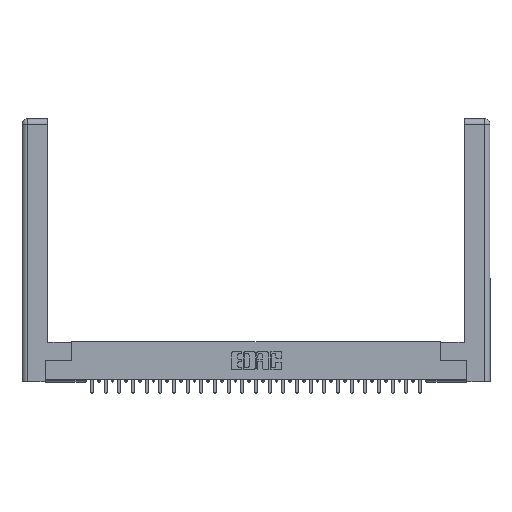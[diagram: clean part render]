
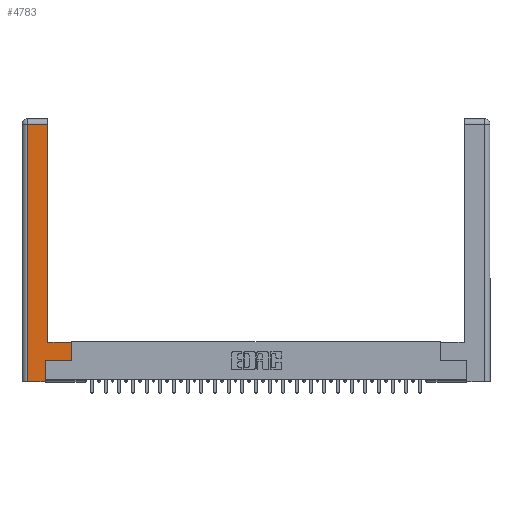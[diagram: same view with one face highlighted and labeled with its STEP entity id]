
A CAD part, top view. The second image highlights one B-rep face of the part: STEP entity #4783.
In plain terms, the highlighted planar face has unit normal (0, 0, 1).
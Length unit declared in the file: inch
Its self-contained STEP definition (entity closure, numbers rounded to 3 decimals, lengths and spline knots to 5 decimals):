
#1001 = LINE ( 'NONE', #25169, #24874 ) ;
#1790 = CARTESIAN_POINT ( 'NONE',  ( 0.565, 0.245, 0. ) ) ;
#1927 = VERTEX_POINT ( 'NONE', #15163 ) ;
#2398 = ORIENTED_EDGE ( 'NONE', *, *, #19198, .T. ) ;
#2826 = LINE ( 'NONE', #2950, #23633 ) ;
#2950 = CARTESIAN_POINT ( 'NONE',  ( 0.565, 0.245, 0. ) ) ;
#3179 = VERTEX_POINT ( 'NONE', #14180 ) ;
#3646 = ORIENTED_EDGE ( 'NONE', *, *, #7649, .T. ) ;
#3983 = EDGE_CURVE ( 'NONE', #25223, #8712, #1001, .T. ) ;
#4161 = VECTOR ( 'NONE', #16966, 39.37008 ) ;
#4492 = VECTOR ( 'NONE', #24474, 39.37008 ) ;
#4783 = ADVANCED_FACE ( 'NONE', ( #5320 ), #16125, .F. ) ;
#5320 = FACE_OUTER_BOUND ( 'NONE', #26167, .T. ) ;
#5430 = CARTESIAN_POINT ( 'NONE',  ( 0.295, 0.45, 0. ) ) ;
#6059 = CARTESIAN_POINT ( 'NONE',  ( 0.295, 0.45, 0. ) ) ;
#6559 = CARTESIAN_POINT ( 'NONE',  ( 0.0615, 2.94, 0. ) ) ;
#6573 = LINE ( 'NONE', #17918, #4492 ) ;
#7616 = ORIENTED_EDGE ( 'NONE', *, *, #21753, .T. ) ;
#7649 = EDGE_CURVE ( 'NONE', #15183, #3179, #6573, .T. ) ;
#8203 = EDGE_CURVE ( 'NONE', #1927, #19105, #2826, .T. ) ;
#8215 = LINE ( 'NONE', #25538, #9489 ) ;
#8313 = LINE ( 'NONE', #21664, #4161 ) ;
#8712 = VERTEX_POINT ( 'NONE', #12140 ) ;
#9489 = VECTOR ( 'NONE', #23548, 39.37008 ) ;
#9886 = EDGE_CURVE ( 'NONE', #19197, #15183, #20980, .T. ) ;
#10482 = DIRECTION ( 'NONE',  ( 0., -1., 0. ) ) ;
#11074 = ORIENTED_EDGE ( 'NONE', *, *, #9886, .T. ) ;
#11851 = CARTESIAN_POINT ( 'NONE',  ( 0., 0., 0. ) ) ;
#12140 = CARTESIAN_POINT ( 'NONE',  ( 0.265, 0., 0. ) ) ;
#12867 = DIRECTION ( 'NONE',  ( -1., 0., 0. ) ) ;
#13890 = VERTEX_POINT ( 'NONE', #6559 ) ;
#14000 = DIRECTION ( 'NONE',  ( 0., 0., -1. ) ) ;
#14180 = CARTESIAN_POINT ( 'NONE',  ( 0.295, 2.94, 0. ) ) ;
#14257 = ORIENTED_EDGE ( 'NONE', *, *, #20487, .T. ) ;
#14562 = VECTOR ( 'NONE', #10482, 39.37008 ) ;
#15038 = CARTESIAN_POINT ( 'NONE',  ( 0.0615, 0., 0. ) ) ;
#15096 = VECTOR ( 'NONE', #12867, 39.37008 ) ;
#15163 = CARTESIAN_POINT ( 'NONE',  ( 0.265, 0.245, 0. ) ) ;
#15183 = VERTEX_POINT ( 'NONE', #5430 ) ;
#16125 = PLANE ( 'NONE',  #27175 ) ;
#16494 = CARTESIAN_POINT ( 'NONE',  ( 0.0615, 0., 0. ) ) ;
#16966 = DIRECTION ( 'NONE',  ( 0., 1., 0. ) ) ;
#17918 = CARTESIAN_POINT ( 'NONE',  ( 0.295, 3., 0. ) ) ;
#18229 = LINE ( 'NONE', #20524, #19451 ) ;
#18334 = DIRECTION ( 'NONE',  ( 1., 0., 0. ) ) ;
#18434 = EDGE_CURVE ( 'NONE', #3179, #13890, #18229, .T. ) ;
#18788 = ORIENTED_EDGE ( 'NONE', *, *, #8203, .T. ) ;
#18993 = CARTESIAN_POINT ( 'NONE',  ( 0.565, 0.45, 0. ) ) ;
#19105 = VERTEX_POINT ( 'NONE', #1790 ) ;
#19197 = VERTEX_POINT ( 'NONE', #18993 ) ;
#19198 = EDGE_CURVE ( 'NONE', #8712, #1927, #8215, .T. ) ;
#19451 = VECTOR ( 'NONE', #20230, 39.37008 ) ;
#20230 = DIRECTION ( 'NONE',  ( -1., 0., 0. ) ) ;
#20487 = EDGE_CURVE ( 'NONE', #13890, #25223, #23700, .T. ) ;
#20524 = CARTESIAN_POINT ( 'NONE',  ( 0.0615, 2.94, 0. ) ) ;
#20588 = DIRECTION ( 'NONE',  ( 1., 0., 0. ) ) ;
#20980 = LINE ( 'NONE', #6059, #15096 ) ;
#21664 = CARTESIAN_POINT ( 'NONE',  ( 0.565, 0.45, 0. ) ) ;
#21753 = EDGE_CURVE ( 'NONE', #19105, #19197, #8313, .T. ) ;
#23548 = DIRECTION ( 'NONE',  ( 0., 1., 0. ) ) ;
#23633 = VECTOR ( 'NONE', #20588, 39.37008 ) ;
#23700 = LINE ( 'NONE', #15038, #14562 ) ;
#24474 = DIRECTION ( 'NONE',  ( 0., 1., 0. ) ) ;
#24783 = DIRECTION ( 'NONE',  ( -1., 0., 0. ) ) ;
#24874 = VECTOR ( 'NONE', #18334, 39.37008 ) ;
#25169 = CARTESIAN_POINT ( 'NONE',  ( 0.265, 0., 0. ) ) ;
#25223 = VERTEX_POINT ( 'NONE', #16494 ) ;
#25538 = CARTESIAN_POINT ( 'NONE',  ( 0.265, 0.245, 0. ) ) ;
#26167 = EDGE_LOOP ( 'NONE', ( #3646, #28027, #14257, #26448, #2398, #18788, #7616, #11074 ) ) ;
#26448 = ORIENTED_EDGE ( 'NONE', *, *, #3983, .T. ) ;
#27175 = AXIS2_PLACEMENT_3D ( 'NONE', #11851, #14000, #24783 ) ;
#28027 = ORIENTED_EDGE ( 'NONE', *, *, #18434, .T. ) ;
